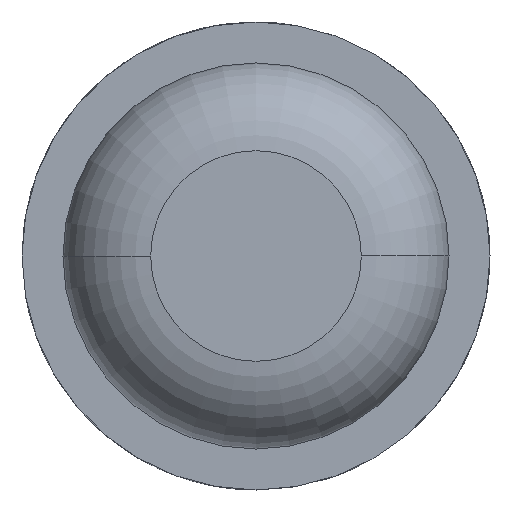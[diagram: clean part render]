
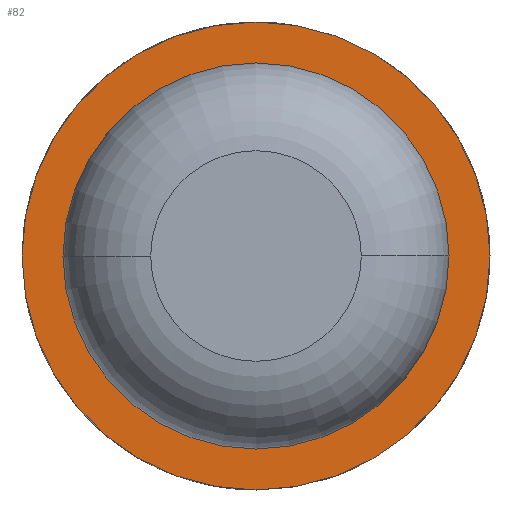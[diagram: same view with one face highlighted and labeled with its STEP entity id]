
A CAD part, front view. The second image highlights one B-rep face of the part: STEP entity #82.
In plain terms, the highlighted planar face has unit normal (0, -1, 0).
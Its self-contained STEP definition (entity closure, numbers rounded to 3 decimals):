
#82 = ADVANCED_FACE ( 'Defeature ausgef�hrt1_12', ( #2158, #577 ), #900, .F. ) ;
#207 = DIRECTION ( 'NONE',  ( -1., 0., 0. ) ) ;
#293 = DIRECTION ( 'NONE',  ( -1., 0., 0. ) ) ;
#564 = CARTESIAN_POINT ( 'NONE',  ( 0., -6., 0. ) ) ;
#577 = FACE_BOUND ( 'NONE', #1554, .T. ) ;
#587 = CARTESIAN_POINT ( 'NONE',  ( 0., -6., 0. ) ) ;
#610 = AXIS2_PLACEMENT_3D ( 'NONE', #1272, #4209, #2030 ) ;
#643 = CARTESIAN_POINT ( 'NONE',  ( 0., -6., 0. ) ) ;
#749 = AXIS2_PLACEMENT_3D ( 'NONE', #587, #2359, #3523 ) ;
#900 = PLANE ( 'NONE',  #610 ) ;
#1107 = VERTEX_POINT ( 'NONE', #3422 ) ;
#1272 = CARTESIAN_POINT ( 'NONE',  ( 0.825, -6., 0. ) ) ;
#1388 = EDGE_CURVE ( 'Defeature ausgef�hrt1_13+Defeature ausgef�hrt1_12+Defeature ausgef�hrt1_12+Defeature ausgef�hrt1_12', #3555, #4290, #2840, .T. ) ;
#1463 = EDGE_CURVE ( 'Defeature ausgef�hrt1_12+Defeature ausgef�hrt1_7+Defeature ausgef�hrt1_7+Defeature ausgef�hrt1_7', #3834, #1107, #2727, .T. ) ;
#1554 = EDGE_LOOP ( 'NONE', ( #3569, #2516 ) ) ;
#1608 = CIRCLE ( 'NONE', #3415, 0.825 ) ;
#1680 = DIRECTION ( 'NONE',  ( -1., 0., 0. ) ) ;
#1966 = EDGE_CURVE ( 'Defeature ausgef�hrt1_13+Defeature ausgef�hrt1_12+Defeature ausgef�hrt1_12+Defeature ausgef�hrt1_12', #4290, #3555, #4030, .T. ) ;
#2030 = DIRECTION ( 'NONE',  ( -1., 0., 0. ) ) ;
#2158 = FACE_OUTER_BOUND ( 'NONE', #3493, .T. ) ;
#2172 = ORIENTED_EDGE ( 'NONE', *, *, #1966, .F. ) ;
#2359 = DIRECTION ( 'NONE',  ( 0., 1., 0. ) ) ;
#2368 = DIRECTION ( 'NONE',  ( 0., 1., 0. ) ) ;
#2385 = DIRECTION ( 'NONE',  ( 0., 1., 0. ) ) ;
#2516 = ORIENTED_EDGE ( 'NONE', *, *, #1463, .T. ) ;
#2727 = CIRCLE ( 'NONE', #3975, 0.825 ) ;
#2780 = CARTESIAN_POINT ( 'NONE',  ( 0., -6., 0. ) ) ;
#2787 = ORIENTED_EDGE ( 'NONE', *, *, #1388, .F. ) ;
#2840 = CIRCLE ( 'NONE', #749, 1. ) ;
#2918 = CARTESIAN_POINT ( 'NONE',  ( -1., -6., 0. ) ) ;
#2932 = CARTESIAN_POINT ( 'NONE',  ( 0.825, -6., 0. ) ) ;
#3415 = AXIS2_PLACEMENT_3D ( 'NONE', #643, #4638, #293 ) ;
#3422 = CARTESIAN_POINT ( 'NONE',  ( -0.825, -6., 0. ) ) ;
#3493 = EDGE_LOOP ( 'NONE', ( #2787, #2172 ) ) ;
#3523 = DIRECTION ( 'NONE',  ( -1., 0., 0. ) ) ;
#3555 = VERTEX_POINT ( 'NONE', #2918 ) ;
#3566 = CARTESIAN_POINT ( 'NONE',  ( 1., -6., 0. ) ) ;
#3569 = ORIENTED_EDGE ( 'NONE', *, *, #4255, .T. ) ;
#3828 = AXIS2_PLACEMENT_3D ( 'NONE', #564, #2385, #1680 ) ;
#3834 = VERTEX_POINT ( 'NONE', #2932 ) ;
#3975 = AXIS2_PLACEMENT_3D ( 'NONE', #2780, #2368, #207 ) ;
#4030 = CIRCLE ( 'NONE', #3828, 1. ) ;
#4209 = DIRECTION ( 'NONE',  ( 0., 1., 0. ) ) ;
#4255 = EDGE_CURVE ( 'Defeature ausgef�hrt1_12+Defeature ausgef�hrt1_7+Defeature ausgef�hrt1_7+Defeature ausgef�hrt1_7', #1107, #3834, #1608, .T. ) ;
#4290 = VERTEX_POINT ( 'NONE', #3566 ) ;
#4638 = DIRECTION ( 'NONE',  ( 0., 1., 0. ) ) ;
